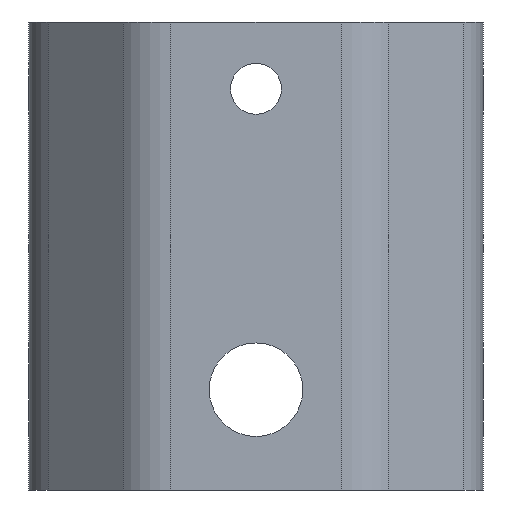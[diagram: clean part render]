
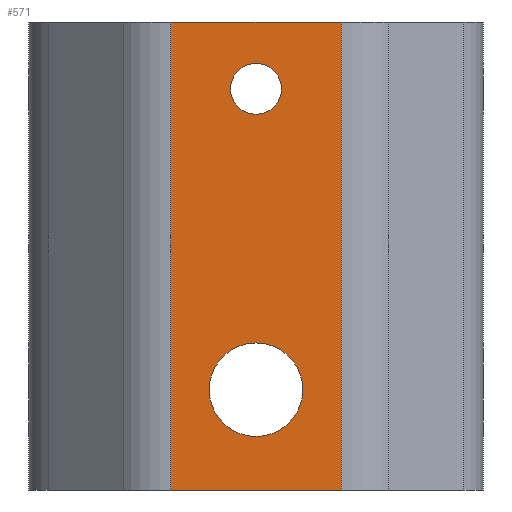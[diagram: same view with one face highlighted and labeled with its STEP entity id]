
A CAD part, front view. The second image highlights one B-rep face of the part: STEP entity #571.
In plain terms, the highlighted planar face has unit normal (0, -1, 0).
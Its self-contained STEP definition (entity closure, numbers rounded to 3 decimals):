
#1 = ORIENTED_EDGE ( 'NONE', *, *, #988, .F. ) ;
#32 = CARTESIAN_POINT ( 'NONE',  ( 6.385, -17., 27.5 ) ) ;
#37 = VERTEX_POINT ( 'NONE', #1020 ) ;
#40 = DIRECTION ( 'NONE',  ( 0., -1., 0. ) ) ;
#58 = EDGE_LOOP ( 'NONE', ( #1, #947 ) ) ;
#59 = CARTESIAN_POINT ( 'NONE',  ( -3.5, -17., 0. ) ) ;
#96 = LINE ( 'NONE', #1353, #448 ) ;
#122 = EDGE_CURVE ( 'NONE', #315, #920, #219, .T. ) ;
#126 = DIRECTION ( 'NONE',  ( 1., 0., 0. ) ) ;
#169 = VERTEX_POINT ( 'NONE', #59 ) ;
#195 = AXIS2_PLACEMENT_3D ( 'NONE', #403, #1741, #932 ) ;
#219 = LINE ( 'NONE', #770, #469 ) ;
#231 = ORIENTED_EDGE ( 'NONE', *, *, #122, .T. ) ;
#239 = CARTESIAN_POINT ( 'NONE',  ( -6.385, -17., -7.5 ) ) ;
#315 = VERTEX_POINT ( 'NONE', #1085 ) ;
#355 = EDGE_CURVE ( 'NONE', #877, #1596, #556, .T. ) ;
#367 = AXIS2_PLACEMENT_3D ( 'NONE', #1013, #766, #1316 ) ;
#369 = CIRCLE ( 'NONE', #631, 1.9 ) ;
#403 = CARTESIAN_POINT ( 'NONE',  ( 0., -17., 0. ) ) ;
#412 = CARTESIAN_POINT ( 'NONE',  ( -6.385, -17., 0. ) ) ;
#448 = VECTOR ( 'NONE', #126, 1000. ) ;
#463 = PLANE ( 'NONE',  #367 ) ;
#469 = VECTOR ( 'NONE', #739, 1000. ) ;
#474 = FACE_BOUND ( 'NONE', #58, .T. ) ;
#556 = LINE ( 'NONE', #412, #1776 ) ;
#564 = DIRECTION ( 'NONE',  ( 1., 0., 0. ) ) ;
#571 = ADVANCED_FACE ( 'NONE', ( #474, #1706, #890 ), #463, .F. ) ;
#577 = DIRECTION ( 'NONE',  ( 0., 0., -1. ) ) ;
#600 = CARTESIAN_POINT ( 'NONE',  ( -1.9, -17., 22.5 ) ) ;
#631 = AXIS2_PLACEMENT_3D ( 'NONE', #1552, #857, #564 ) ;
#649 = CARTESIAN_POINT ( 'NONE',  ( -6.385, -17., 27.5 ) ) ;
#668 = ORIENTED_EDGE ( 'NONE', *, *, #355, .T. ) ;
#701 = VERTEX_POINT ( 'NONE', #1637 ) ;
#718 = ORIENTED_EDGE ( 'NONE', *, *, #1278, .F. ) ;
#739 = DIRECTION ( 'NONE',  ( 0., 0., 1. ) ) ;
#759 = EDGE_CURVE ( 'NONE', #169, #37, #1285, .T. ) ;
#766 = DIRECTION ( 'NONE',  ( 0., 1., 0. ) ) ;
#770 = CARTESIAN_POINT ( 'NONE',  ( 6.385, -17., 0. ) ) ;
#800 = CARTESIAN_POINT ( 'NONE',  ( 0., -17., -7.5 ) ) ;
#823 = AXIS2_PLACEMENT_3D ( 'NONE', #1018, #894, #1569 ) ;
#827 = ORIENTED_EDGE ( 'NONE', *, *, #1470, .F. ) ;
#857 = DIRECTION ( 'NONE',  ( 0., -1., 0. ) ) ;
#877 = VERTEX_POINT ( 'NONE', #649 ) ;
#886 = CARTESIAN_POINT ( 'NONE',  ( 0., -17., 22.5 ) ) ;
#890 = FACE_BOUND ( 'NONE', #1355, .T. ) ;
#894 = DIRECTION ( 'NONE',  ( 0., -1., 0. ) ) ;
#920 = VERTEX_POINT ( 'NONE', #32 ) ;
#932 = DIRECTION ( 'NONE',  ( 1., 0., 0. ) ) ;
#947 = ORIENTED_EDGE ( 'NONE', *, *, #1509, .F. ) ;
#988 = EDGE_CURVE ( 'NONE', #701, #1558, #369, .T. ) ;
#1013 = CARTESIAN_POINT ( 'NONE',  ( 0., -17., 0. ) ) ;
#1018 = CARTESIAN_POINT ( 'NONE',  ( 0., -17., 0. ) ) ;
#1020 = CARTESIAN_POINT ( 'NONE',  ( 3.5, -17., 0. ) ) ;
#1085 = CARTESIAN_POINT ( 'NONE',  ( 6.385, -17., -7.5 ) ) ;
#1105 = AXIS2_PLACEMENT_3D ( 'NONE', #886, #40, #1689 ) ;
#1247 = EDGE_CURVE ( 'NONE', #315, #1596, #1777, .T. ) ;
#1252 = ORIENTED_EDGE ( 'NONE', *, *, #759, .F. ) ;
#1278 = EDGE_CURVE ( 'NONE', #877, #920, #96, .T. ) ;
#1285 = CIRCLE ( 'NONE', #195, 3.5 ) ;
#1316 = DIRECTION ( 'NONE',  ( 1., 0., 0. ) ) ;
#1349 = EDGE_LOOP ( 'NONE', ( #1710, #231, #718, #668 ) ) ;
#1353 = CARTESIAN_POINT ( 'NONE',  ( -6.385, -17., 27.5 ) ) ;
#1355 = EDGE_LOOP ( 'NONE', ( #827, #1252 ) ) ;
#1470 = EDGE_CURVE ( 'NONE', #37, #169, #1641, .T. ) ;
#1477 = DIRECTION ( 'NONE',  ( -1., 0., 0. ) ) ;
#1509 = EDGE_CURVE ( 'NONE', #1558, #701, #1581, .T. ) ;
#1552 = CARTESIAN_POINT ( 'NONE',  ( 0., -17., 22.5 ) ) ;
#1558 = VERTEX_POINT ( 'NONE', #600 ) ;
#1569 = DIRECTION ( 'NONE',  ( 1., 0., 0. ) ) ;
#1581 = CIRCLE ( 'NONE', #1105, 1.9 ) ;
#1596 = VERTEX_POINT ( 'NONE', #239 ) ;
#1637 = CARTESIAN_POINT ( 'NONE',  ( 1.9, -17., 22.5 ) ) ;
#1641 = CIRCLE ( 'NONE', #823, 3.5 ) ;
#1689 = DIRECTION ( 'NONE',  ( 1., 0., 0. ) ) ;
#1706 = FACE_OUTER_BOUND ( 'NONE', #1349, .T. ) ;
#1710 = ORIENTED_EDGE ( 'NONE', *, *, #1247, .F. ) ;
#1741 = DIRECTION ( 'NONE',  ( 0., -1., 0. ) ) ;
#1757 = VECTOR ( 'NONE', #1477, 1000. ) ;
#1776 = VECTOR ( 'NONE', #577, 1000. ) ;
#1777 = LINE ( 'NONE', #800, #1757 ) ;
